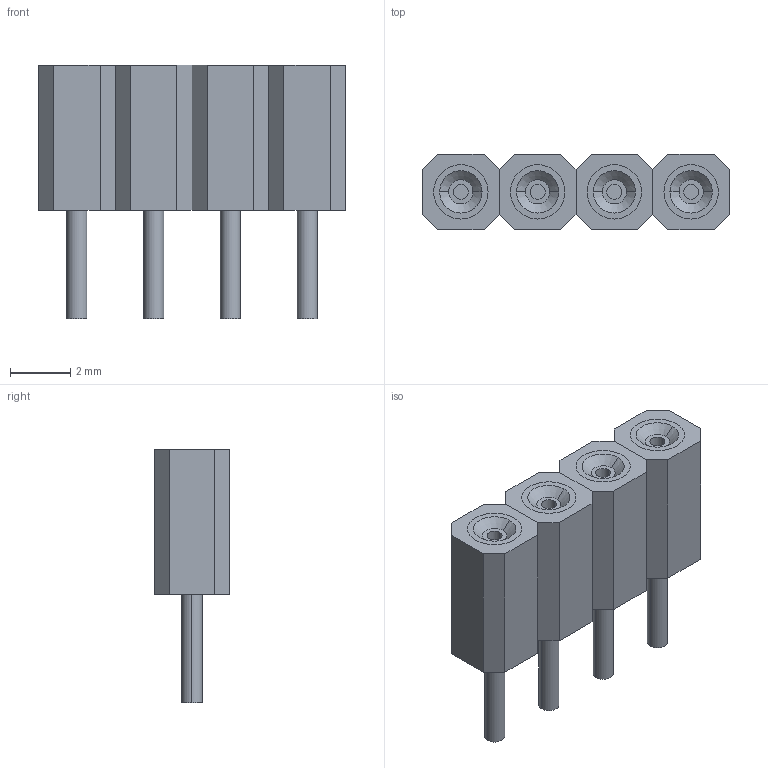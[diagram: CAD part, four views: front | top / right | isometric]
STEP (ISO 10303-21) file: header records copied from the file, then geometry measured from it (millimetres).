
FILE_DESCRIPTION((''),'2;1');
FILE_NAME('EPT_930-61040.stp','2013-09-16T12:03:45',(''),(''),'Mechanical Desktop 2011','Mechanical Desktop 2011',', , ');
FILE_SCHEMA(('AUTOMOTIVE_DESIGN { 1 2 10303 214 1 1 1 1 }'));
Length unit declared in the file: millimetre
Products named in the file (1): Product
Bounding box: 10.16 x 2.5 x 8.4 mm (x, y, z)
Volume: 113.7 mm3; surface area: 529.1 mm2
Topology: 16 solids, 16 shells, 124 faces, 256 edges, 168 vertices
Faces by surface type: plane 68, cylinder 48, cone 8
Entity records: 3376 total; most frequent: DIRECTION 610, CARTESIAN_POINT 549, ORIENTED_EDGE 512, EDGE_CURVE 256, AXIS2_PLACEMENT_3D 229, VERTEX_POINT 168, VECTOR 152, LINE 152
